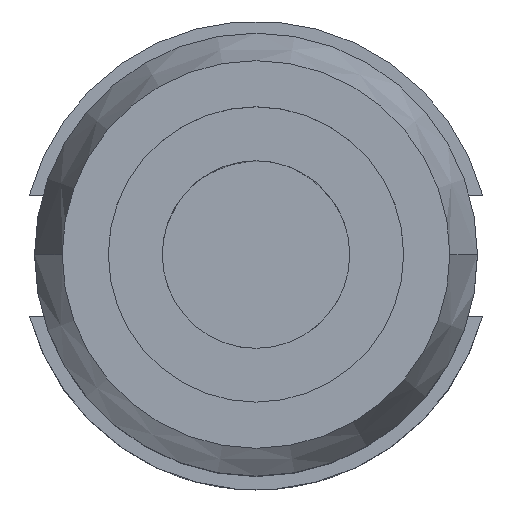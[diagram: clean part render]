
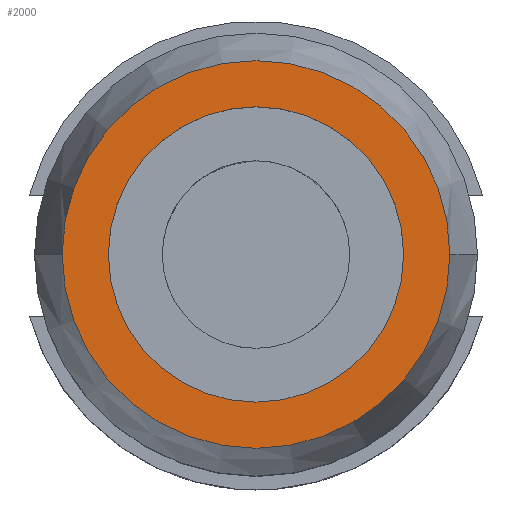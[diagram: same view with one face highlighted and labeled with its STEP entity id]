
A CAD part, top view. The second image highlights one B-rep face of the part: STEP entity #2000.
In plain terms, the highlighted planar face has unit normal (0, 0, 1).
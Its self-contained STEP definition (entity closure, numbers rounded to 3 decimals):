
#11 = AXIS2_PLACEMENT_3D ( 'NONE', #2364, #2353, #2343 ) ;
#108 = CARTESIAN_POINT ( 'NONE',  ( 20., 0., 101.6 ) ) ;
#161 = CARTESIAN_POINT ( 'NONE',  ( 0., 0., 101.6 ) ) ;
#200 = FACE_OUTER_BOUND ( 'NONE', #528, .T. ) ;
#281 = ORIENTED_EDGE ( 'NONE', *, *, #550, .T. ) ;
#291 = VERTEX_POINT ( 'NONE', #108 ) ;
#383 = CARTESIAN_POINT ( 'NONE',  ( 26.25, 0., 101.6 ) ) ;
#388 = DIRECTION ( 'NONE',  ( 0., 0., 1. ) ) ;
#528 = EDGE_LOOP ( 'NONE', ( #281, #981 ) ) ;
#550 = EDGE_CURVE ( 'NONE', #871, #2239, #2059, .T. ) ;
#569 = EDGE_CURVE ( 'NONE', #291, #1320, #1533, .T. ) ;
#653 = CARTESIAN_POINT ( 'NONE',  ( -26.565, -26.565, 101.6 ) ) ;
#672 = EDGE_CURVE ( 'NONE', #2239, #871, #1926, .T. ) ;
#698 = CARTESIAN_POINT ( 'NONE',  ( -20., 0., 101.6 ) ) ;
#715 = DIRECTION ( 'NONE',  ( -1., 0., 0. ) ) ;
#861 = PLANE ( 'NONE',  #865 ) ;
#865 = AXIS2_PLACEMENT_3D ( 'NONE', #653, #884, #892 ) ;
#871 = VERTEX_POINT ( 'NONE', #1873 ) ;
#884 = DIRECTION ( 'NONE',  ( 0., 0., 1. ) ) ;
#892 = DIRECTION ( 'NONE',  ( 1., 0., 0. ) ) ;
#981 = ORIENTED_EDGE ( 'NONE', *, *, #672, .T. ) ;
#1116 = ORIENTED_EDGE ( 'NONE', *, *, #2498, .F. ) ;
#1191 = CARTESIAN_POINT ( 'NONE',  ( 0., 0., 101.6 ) ) ;
#1293 = DIRECTION ( 'NONE',  ( 0., 0., 1. ) ) ;
#1320 = VERTEX_POINT ( 'NONE', #698 ) ;
#1506 = CARTESIAN_POINT ( 'NONE',  ( 0., 0., 101.6 ) ) ;
#1533 = CIRCLE ( 'NONE', #2057, 20. ) ;
#1685 = DIRECTION ( 'NONE',  ( -1., 0., 0. ) ) ;
#1691 = FACE_BOUND ( 'NONE', #1737, .T. ) ;
#1737 = EDGE_LOOP ( 'NONE', ( #1116, #1756 ) ) ;
#1756 = ORIENTED_EDGE ( 'NONE', *, *, #569, .F. ) ;
#1873 = CARTESIAN_POINT ( 'NONE',  ( -26.25, 0., 101.6 ) ) ;
#1926 = CIRCLE ( 'NONE', #1980, 26.25 ) ;
#1980 = AXIS2_PLACEMENT_3D ( 'NONE', #1191, #2234, #715 ) ;
#2000 = ADVANCED_FACE ( 'NONE', ( #1691, #200 ), #861, .T. ) ;
#2057 = AXIS2_PLACEMENT_3D ( 'NONE', #1506, #388, #1685 ) ;
#2059 = CIRCLE ( 'NONE', #2069, 26.25 ) ;
#2069 = AXIS2_PLACEMENT_3D ( 'NONE', #161, #1293, #2482 ) ;
#2181 = CIRCLE ( 'NONE', #11, 20. ) ;
#2234 = DIRECTION ( 'NONE',  ( 0., 0., 1. ) ) ;
#2239 = VERTEX_POINT ( 'NONE', #383 ) ;
#2343 = DIRECTION ( 'NONE',  ( -1., 0., 0. ) ) ;
#2353 = DIRECTION ( 'NONE',  ( 0., 0., 1. ) ) ;
#2364 = CARTESIAN_POINT ( 'NONE',  ( 0., 0., 101.6 ) ) ;
#2482 = DIRECTION ( 'NONE',  ( -1., 0., 0. ) ) ;
#2498 = EDGE_CURVE ( 'NONE', #1320, #291, #2181, .T. ) ;
